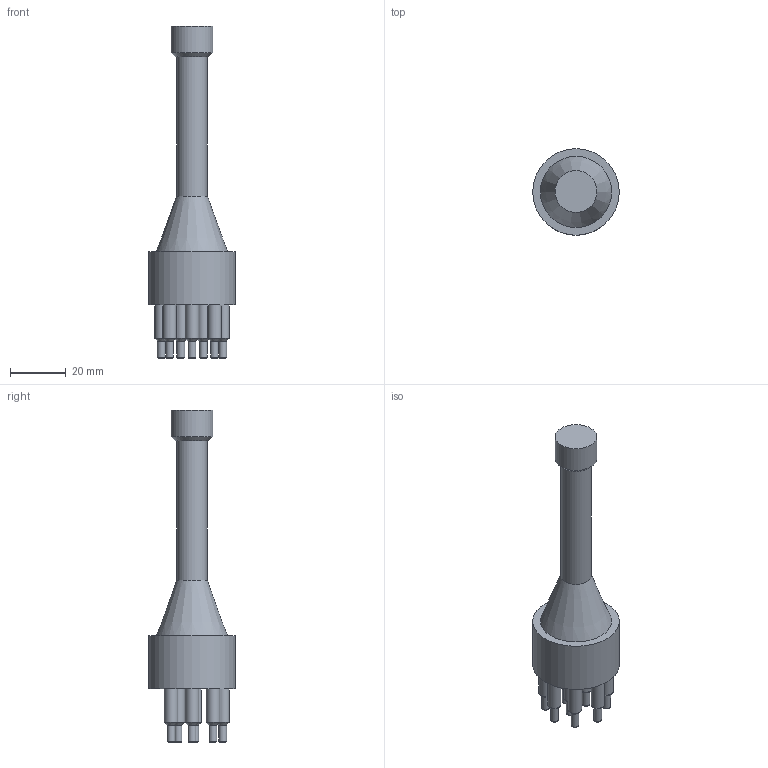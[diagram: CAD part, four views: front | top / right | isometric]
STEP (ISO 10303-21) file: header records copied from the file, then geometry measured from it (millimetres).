
FILE_DESCRIPTION(/* description */ (''),/* implementation_level */ '2;1');
FILE_NAME(/* name */ 'DC10M.stp',/* time_stamp */ '2014-11-13T15:44:29+01:00',/* author */ ('sh'),/* organization */ (''),/* preprocessor_version */ 'ST-DEVELOPER v15.2',/* originating_system */ 'Autodesk Inventor 2014',/* authorisation */ '');
FILE_SCHEMA (('AUTOMOTIVE_DESIGN { 1 0 10303 214 3 1 1 }'));
Length unit declared in the file: millimetre
Products named in the file (1): DC10M
Bounding box: 31 x 31 x 119 mm (x, y, z)
Volume: 29145.7 mm3; surface area: 8909 mm2
Topology: 1 solids, 1 shells, 258 faces, 650 edges, 423 vertices
Faces by surface type: bspline 114, plane 99, cylinder 23, cone 22
Full cylindrical faces by diameter (mm): 2.8 x10, 4.8 x10, 11 x1, 15 x1, 31 x1
Entity records: 8452 total; most frequent: CARTESIAN_POINT 3109, ORIENTED_EDGE 1208, DIRECTION 724, EDGE_CURVE 604, VERTEX_POINT 422, EDGE_LOOP 332, LINE 318, VECTOR 318
